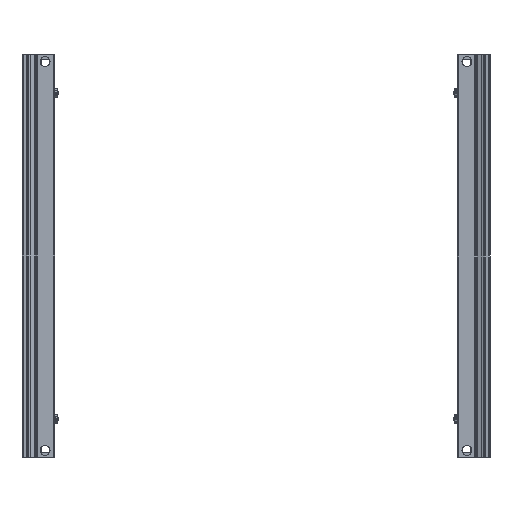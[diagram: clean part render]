
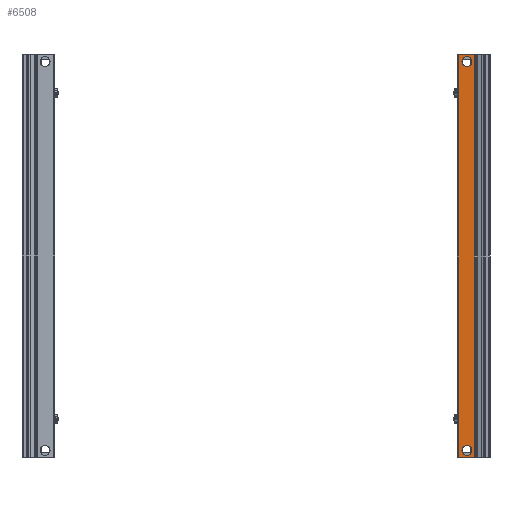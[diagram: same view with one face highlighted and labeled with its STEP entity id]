
A CAD part, left-side view. The second image highlights one B-rep face of the part: STEP entity #6508.
In plain terms, the highlighted face is planar.
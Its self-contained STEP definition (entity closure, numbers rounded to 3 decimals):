
#81 = CARTESIAN_POINT ( 'NONE',  ( 42.5, -12.5, 15.5 ) ) ;
#106 = CARTESIAN_POINT ( 'NONE',  ( 42.5, 0., 525. ) ) ;
#520 = ORIENTED_EDGE ( 'NONE', *, *, #4698, .F. ) ;
#913 = DIRECTION ( 'NONE',  ( 1., 0., 0. ) ) ;
#924 = EDGE_CURVE ( 'NONE', #11808, #1206, #9846, .T. ) ;
#1013 = VERTEX_POINT ( 'NONE', #8933 ) ;
#1116 = CARTESIAN_POINT ( 'NONE',  ( 42.5, 0., 0. ) ) ;
#1206 = VERTEX_POINT ( 'NONE', #16057 ) ;
#1210 = CARTESIAN_POINT ( 'NONE',  ( 42.5, -2., 525. ) ) ;
#1279 = CARTESIAN_POINT ( 'NONE',  ( 42.5, -12.5, 522.5 ) ) ;
#1800 = AXIS2_PLACEMENT_3D ( 'NONE', #106, #9005, #2768 ) ;
#2028 = ORIENTED_EDGE ( 'NONE', *, *, #924, .F. ) ;
#2200 = ORIENTED_EDGE ( 'NONE', *, *, #3369, .F. ) ;
#2284 = DIRECTION ( 'NONE',  ( 0., -1., 0. ) ) ;
#2423 = CARTESIAN_POINT ( 'NONE',  ( 42.5, -12.5, 9. ) ) ;
#2470 = EDGE_LOOP ( 'NONE', ( #2028, #520, #14008, #8597 ) ) ;
#2648 = ORIENTED_EDGE ( 'NONE', *, *, #4756, .F. ) ;
#2757 = VERTEX_POINT ( 'NONE', #1279 ) ;
#2768 = DIRECTION ( 'NONE',  ( 0., 0., -1. ) ) ;
#3241 = VERTEX_POINT ( 'NONE', #81 ) ;
#3288 = VECTOR ( 'NONE', #5895, 1000. ) ;
#3369 = EDGE_CURVE ( 'NONE', #2757, #1013, #9821, .T. ) ;
#3725 = AXIS2_PLACEMENT_3D ( 'NONE', #5474, #10874, #4313 ) ;
#3762 = FACE_BOUND ( 'NONE', #16142, .T. ) ;
#3794 = VECTOR ( 'NONE', #13846, 1000. ) ;
#4313 = DIRECTION ( 'NONE',  ( 0., 0., -1. ) ) ;
#4698 = EDGE_CURVE ( 'NONE', #10783, #11808, #9113, .T. ) ;
#4756 = EDGE_CURVE ( 'NONE', #3241, #6334, #13368, .T. ) ;
#4831 = DIRECTION ( 'NONE',  ( 1., 0., 0. ) ) ;
#4989 = AXIS2_PLACEMENT_3D ( 'NONE', #12294, #913, #5975 ) ;
#5100 = CARTESIAN_POINT ( 'NONE',  ( 42.5, -22.5, 525. ) ) ;
#5474 = CARTESIAN_POINT ( 'NONE',  ( 42.5, -12.5, 516. ) ) ;
#5525 = EDGE_LOOP ( 'NONE', ( #6657, #2648 ) ) ;
#5895 = DIRECTION ( 'NONE',  ( 0., -1., 0. ) ) ;
#5975 = DIRECTION ( 'NONE',  ( 0., 0., -1. ) ) ;
#6334 = VERTEX_POINT ( 'NONE', #13735 ) ;
#6443 = CARTESIAN_POINT ( 'NONE',  ( 42.5, -12.5, 9. ) ) ;
#6508 = ADVANCED_FACE ( 'NONE', ( #14069, #3762, #8848 ), #10244, .T. ) ;
#6657 = ORIENTED_EDGE ( 'NONE', *, *, #9091, .F. ) ;
#6866 = CIRCLE ( 'NONE', #12172, 6.5 ) ;
#7237 = EDGE_CURVE ( 'NONE', #1013, #2757, #7385, .T. ) ;
#7385 = CIRCLE ( 'NONE', #4989, 6.5 ) ;
#7737 = DIRECTION ( 'NONE',  ( 0., 0., -1. ) ) ;
#7997 = VECTOR ( 'NONE', #2284, 1000. ) ;
#8597 = ORIENTED_EDGE ( 'NONE', *, *, #12224, .T. ) ;
#8836 = DIRECTION ( 'NONE',  ( 0., 0., 1. ) ) ;
#8848 = FACE_OUTER_BOUND ( 'NONE', #2470, .T. ) ;
#8933 = CARTESIAN_POINT ( 'NONE',  ( 42.5, -12.5, 509.5 ) ) ;
#9005 = DIRECTION ( 'NONE',  ( 1., 0., 0. ) ) ;
#9075 = VECTOR ( 'NONE', #7737, 1000. ) ;
#9091 = EDGE_CURVE ( 'NONE', #6334, #3241, #6866, .T. ) ;
#9113 = LINE ( 'NONE', #1210, #3794 ) ;
#9218 = ORIENTED_EDGE ( 'NONE', *, *, #7237, .F. ) ;
#9821 = CIRCLE ( 'NONE', #3725, 6.5 ) ;
#9846 = LINE ( 'NONE', #1116, #7997 ) ;
#10009 = VERTEX_POINT ( 'NONE', #5100 ) ;
#10244 = PLANE ( 'NONE',  #1800 ) ;
#10491 = CARTESIAN_POINT ( 'NONE',  ( 42.5, -2., 0. ) ) ;
#10633 = CARTESIAN_POINT ( 'NONE',  ( 42.5, -22.5, 525. ) ) ;
#10783 = VERTEX_POINT ( 'NONE', #11977 ) ;
#10874 = DIRECTION ( 'NONE',  ( 1., 0., 0. ) ) ;
#11808 = VERTEX_POINT ( 'NONE', #10491 ) ;
#11977 = CARTESIAN_POINT ( 'NONE',  ( 42.5, -2., 525. ) ) ;
#12172 = AXIS2_PLACEMENT_3D ( 'NONE', #2423, #4831, #8836 ) ;
#12224 = EDGE_CURVE ( 'NONE', #10009, #1206, #15035, .T. ) ;
#12294 = CARTESIAN_POINT ( 'NONE',  ( 42.5, -12.5, 516. ) ) ;
#12535 = CARTESIAN_POINT ( 'NONE',  ( 42.5, 0., 525. ) ) ;
#13368 = CIRCLE ( 'NONE', #15743, 6.5 ) ;
#13735 = CARTESIAN_POINT ( 'NONE',  ( 42.5, -12.5, 2.5 ) ) ;
#13804 = EDGE_CURVE ( 'NONE', #10783, #10009, #16102, .T. ) ;
#13846 = DIRECTION ( 'NONE',  ( 0., 0., -1. ) ) ;
#14008 = ORIENTED_EDGE ( 'NONE', *, *, #13804, .T. ) ;
#14069 = FACE_BOUND ( 'NONE', #5525, .T. ) ;
#14089 = DIRECTION ( 'NONE',  ( 0., 0., 1. ) ) ;
#15035 = LINE ( 'NONE', #10633, #9075 ) ;
#15163 = DIRECTION ( 'NONE',  ( 1., 0., 0. ) ) ;
#15743 = AXIS2_PLACEMENT_3D ( 'NONE', #6443, #15163, #14089 ) ;
#16057 = CARTESIAN_POINT ( 'NONE',  ( 42.5, -22.5, 0. ) ) ;
#16102 = LINE ( 'NONE', #12535, #3288 ) ;
#16142 = EDGE_LOOP ( 'NONE', ( #9218, #2200 ) ) ;
